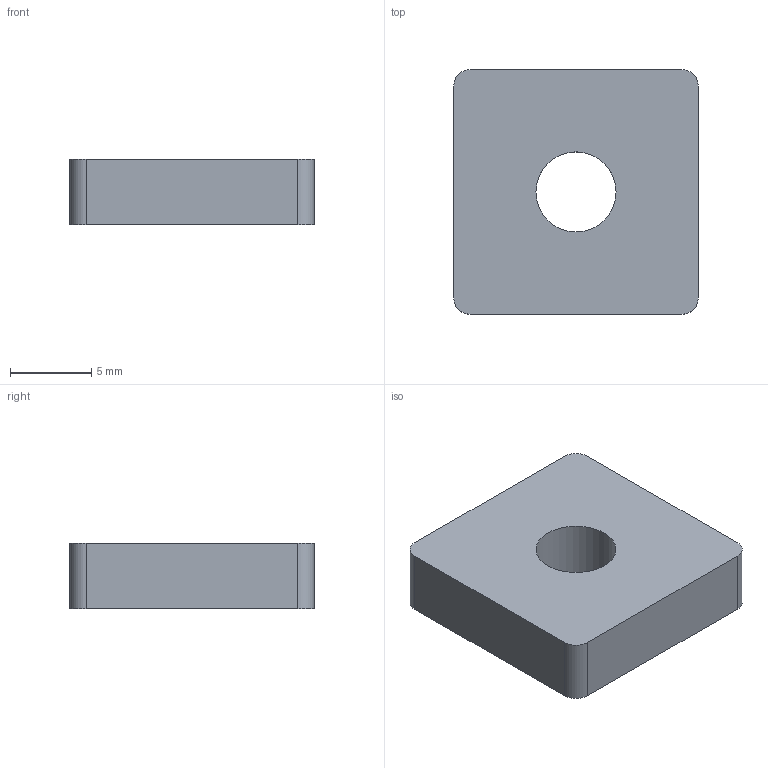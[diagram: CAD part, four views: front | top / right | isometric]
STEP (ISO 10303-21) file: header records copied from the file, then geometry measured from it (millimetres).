
FILE_DESCRIPTION(/* description */ ('CURSORE ZINC. 15X15X4 M6'),/* implementation_level */ '2;1');
FILE_NAME(/* name */ 'DDDCU0000041.stp',/* time_stamp */ '2022-11-18T10:49:37+01:00',/* author */ ('tecnico7'),/* organization */ (''),/* preprocessor_version */ 'ST-DEVELOPER v18.1',/* originating_system */ 'Autodesk Inventor 2022',/* authorisation */ '');
FILE_SCHEMA (('AUTOMOTIVE_DESIGN { 1 0 10303 214 3 1 1 }'));
Length unit declared in the file: millimetre
Products named in the file (1): DDDCU0000041
Bounding box: 15 x 15 x 4 mm (x, y, z)
Volume: 820.6 mm3; surface area: 705.2 mm2
Topology: 1 solids, 1 shells, 11 faces, 27 edges, 18 vertices
Faces by surface type: plane 6, cylinder 5
Full cylindrical faces by diameter (mm): 4.917 x1
Entity records: 378 total; most frequent: DIRECTION 61, CARTESIAN_POINT 57, ORIENTED_EDGE 54, EDGE_CURVE 27, AXIS2_PLACEMENT_3D 22, VERTEX_POINT 18, LINE 17, VECTOR 17
